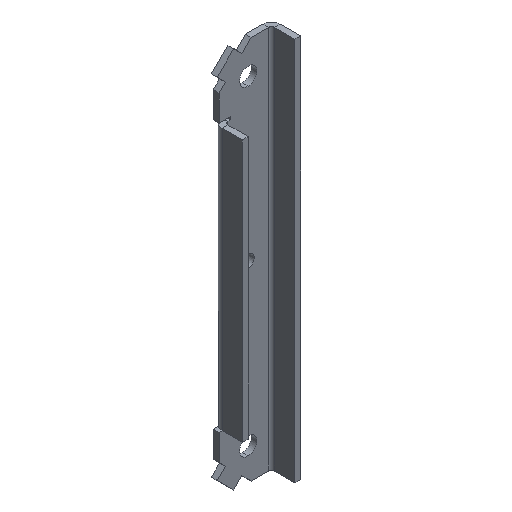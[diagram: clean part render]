
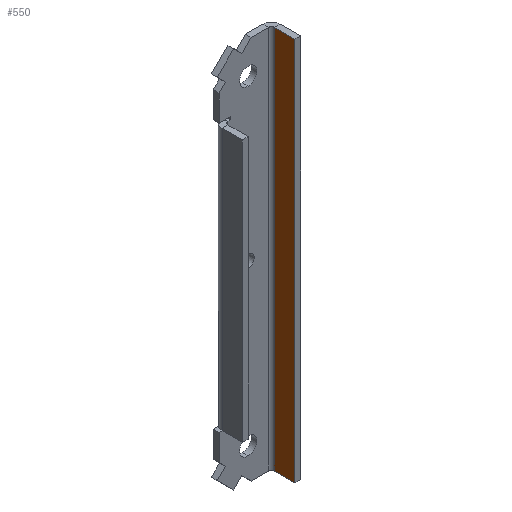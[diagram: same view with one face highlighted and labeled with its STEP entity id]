
A CAD part, isometric view. The second image highlights one B-rep face of the part: STEP entity #550.
In plain terms, the highlighted planar face has unit normal (-1, 0, 0).
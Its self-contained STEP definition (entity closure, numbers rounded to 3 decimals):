
#40 = VECTOR ( 'NONE', #658, 1000. ) ;
#86 = CARTESIAN_POINT ( 'NONE',  ( 8., -8., 66. ) ) ;
#113 = VECTOR ( 'NONE', #731, 1000. ) ;
#155 = VECTOR ( 'NONE', #884, 1000. ) ;
#158 = CARTESIAN_POINT ( 'NONE',  ( 8., -1., 66. ) ) ;
#222 = EDGE_CURVE ( 'NONE', #718, #293, #1173, .T. ) ;
#227 = VECTOR ( 'NONE', #986, 1000. ) ;
#242 = PLANE ( 'NONE',  #748 ) ;
#288 = ORIENTED_EDGE ( 'NONE', *, *, #1293, .T. ) ;
#293 = VERTEX_POINT ( 'NONE', #671 ) ;
#296 = VERTEX_POINT ( 'NONE', #521 ) ;
#338 = VERTEX_POINT ( 'NONE', #158 ) ;
#512 = CARTESIAN_POINT ( 'NONE',  ( 8., -8., 66. ) ) ;
#521 = CARTESIAN_POINT ( 'NONE',  ( 8., -1., -66. ) ) ;
#550 = ADVANCED_FACE ( 'NONE', ( #972 ), #242, .F. ) ;
#635 = ORIENTED_EDGE ( 'NONE', *, *, #1299, .T. ) ;
#658 = DIRECTION ( 'NONE',  ( 0., 1., 0. ) ) ;
#671 = CARTESIAN_POINT ( 'NONE',  ( 8., -8., -66. ) ) ;
#690 = EDGE_CURVE ( 'NONE', #293, #296, #950, .T. ) ;
#718 = VERTEX_POINT ( 'NONE', #512 ) ;
#731 = DIRECTION ( 'NONE',  ( 0., 1., 0. ) ) ;
#748 = AXIS2_PLACEMENT_3D ( 'NONE', #86, #1363, #1226 ) ;
#775 = ORIENTED_EDGE ( 'NONE', *, *, #690, .F. ) ;
#806 = CARTESIAN_POINT ( 'NONE',  ( 8., 2., -66. ) ) ;
#873 = CARTESIAN_POINT ( 'NONE',  ( 8., 2., 66. ) ) ;
#884 = DIRECTION ( 'NONE',  ( 0., 0., -1. ) ) ;
#950 = LINE ( 'NONE', #806, #40 ) ;
#972 = FACE_OUTER_BOUND ( 'NONE', #1406, .T. ) ;
#986 = DIRECTION ( 'NONE',  ( 0., 0., -1. ) ) ;
#1032 = CARTESIAN_POINT ( 'NONE',  ( 8., -8., 66. ) ) ;
#1099 = ORIENTED_EDGE ( 'NONE', *, *, #222, .F. ) ;
#1137 = CARTESIAN_POINT ( 'NONE',  ( 8., -1., -66. ) ) ;
#1164 = LINE ( 'NONE', #873, #113 ) ;
#1173 = LINE ( 'NONE', #1032, #155 ) ;
#1226 = DIRECTION ( 'NONE',  ( 0., 0., -1. ) ) ;
#1271 = LINE ( 'NONE', #1137, #227 ) ;
#1293 = EDGE_CURVE ( 'NONE', #718, #338, #1164, .T. ) ;
#1299 = EDGE_CURVE ( 'NONE', #338, #296, #1271, .T. ) ;
#1363 = DIRECTION ( 'NONE',  ( 1., 0., 0. ) ) ;
#1406 = EDGE_LOOP ( 'NONE', ( #288, #635, #775, #1099 ) ) ;
